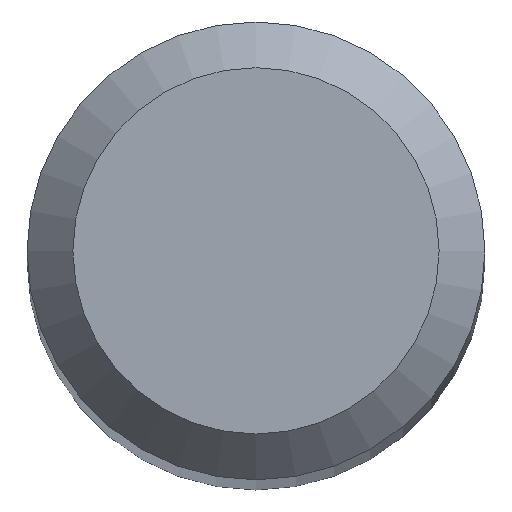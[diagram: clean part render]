
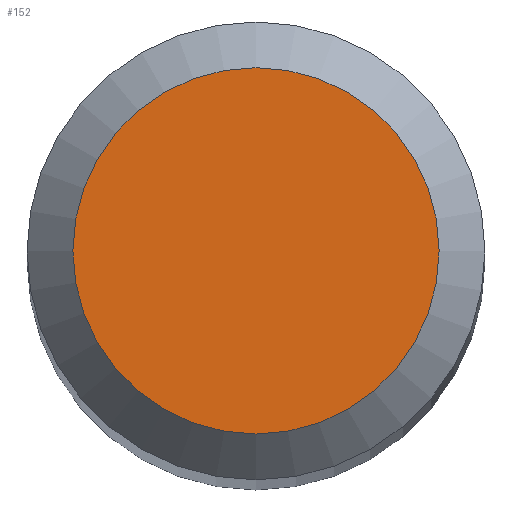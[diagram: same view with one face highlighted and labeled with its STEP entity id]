
A CAD part, top view. The second image highlights one B-rep face of the part: STEP entity #152.
In plain terms, the highlighted planar face has unit normal (0, 0, 1).
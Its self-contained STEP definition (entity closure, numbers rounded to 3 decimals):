
#9 = CARTESIAN_POINT ( 'NONE',  ( 0., 1.2, 61. ) ) ;
#10 = CARTESIAN_POINT ( 'NONE',  ( 0., 0., 61. ) ) ;
#21 = CIRCLE ( 'NONE', #43, 1.2 ) ;
#43 = AXIS2_PLACEMENT_3D ( 'NONE', #10, #151, #268 ) ;
#53 = DIRECTION ( 'NONE',  ( 0., 1., 0. ) ) ;
#66 = EDGE_LOOP ( 'NONE', ( #235 ) ) ;
#70 = PLANE ( 'NONE',  #150 ) ;
#145 = FACE_OUTER_BOUND ( 'NONE', #66, .T. ) ;
#150 = AXIS2_PLACEMENT_3D ( 'NONE', #288, #175, #53 ) ;
#151 = DIRECTION ( 'NONE',  ( 0., 0., -1. ) ) ;
#152 = ADVANCED_FACE ( 'NONE', ( #145 ), #70, .F. ) ;
#175 = DIRECTION ( 'NONE',  ( 0., 0., -1. ) ) ;
#235 = ORIENTED_EDGE ( 'NONE', *, *, #257, .F. ) ;
#257 = EDGE_CURVE ( 'NONE', #291, #291, #21, .T. ) ;
#268 = DIRECTION ( 'NONE',  ( 0., 1., 0. ) ) ;
#288 = CARTESIAN_POINT ( 'NONE',  ( 0., 0., 61. ) ) ;
#291 = VERTEX_POINT ( 'NONE', #9 ) ;
